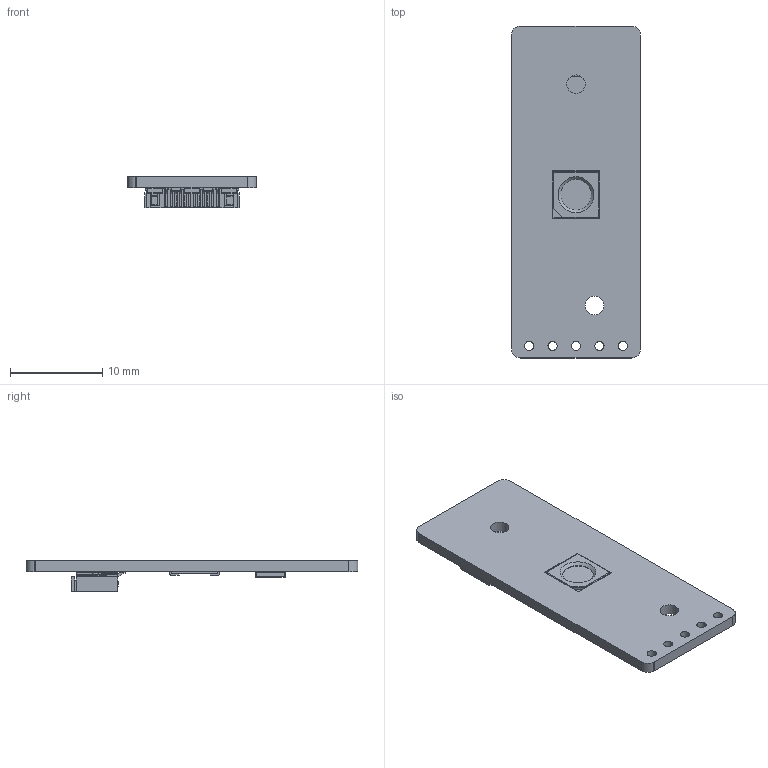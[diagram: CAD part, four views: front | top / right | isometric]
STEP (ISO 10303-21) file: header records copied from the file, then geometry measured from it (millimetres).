
FILE_DESCRIPTION(('KiCad electronic assembly'),'2;1');
FILE_NAME('pcb.step','2024-12-27T01:50:09',('Pcbnew'),('Kicad'), 'Open CASCADE STEP processor 7.8','KiCad to STEP converter','Unknown' );
FILE_SCHEMA(('AUTOMOTIVE_DESIGN { 1 0 10303 214 1 1 1 1 }'));
Length unit declared in the file: millimetre
Products named in the file (8): pcb 1; LED_RGB_5050-6; LED_RGB_5050_6; R_1206_3216Metric; FPC-12; pcb_PCB
Assembly tree (9 placements, depth 3):
  pcb 1
    LED_RGB_5050-6
      LED_RGB_5050_6
    R_1206_3216Metric  x3
      R_1206_3216Metric
    FPC-12
      FPC-12
    pcb_PCB
Bounding box: 14 x 36 x 3.41 mm (x, y, z)
Volume: 668.9 mm3; surface area: 1857.3 mm2
Topology: 22 solids, 22 shells, 943 faces, 2826 edges, 1823 vertices
Faces by surface type: plane 791, cylinder 151, cone 1
Full cylindrical faces by diameter (mm): 0.7 x2, 0.8 x2, 1 x5, 2 x2, 3.333 x1
Entity records: 36204 total; most frequent: ORIENTED_EDGE 5380, CARTESIAN_POINT 5330, DIRECTION 4758, EDGE_CURVE 2690, LINE 2416, VECTOR 2416, VERTEX_POINT 1735, AXIS2_PLACEMENT_3D 1171
